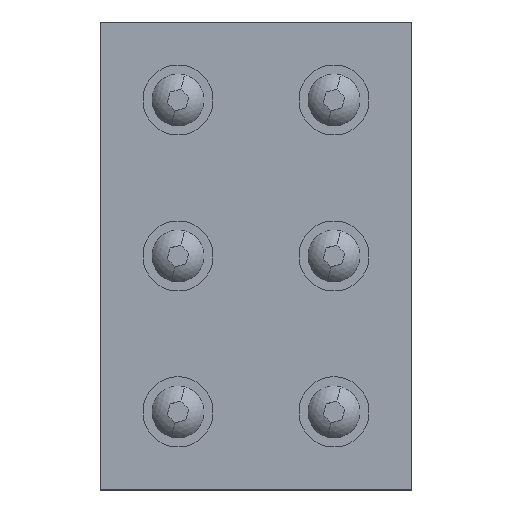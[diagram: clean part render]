
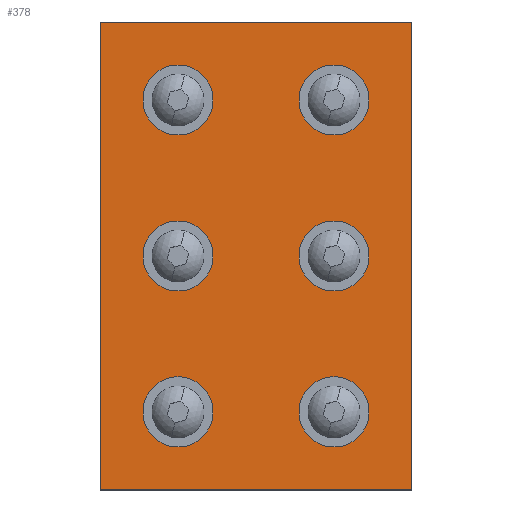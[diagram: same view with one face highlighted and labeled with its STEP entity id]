
A CAD part, top view. The second image highlights one B-rep face of the part: STEP entity #378.
In plain terms, the highlighted planar face has unit normal (0, 0, 1).
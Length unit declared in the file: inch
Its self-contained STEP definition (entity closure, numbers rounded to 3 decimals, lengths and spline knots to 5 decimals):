
#4 = ORIENTED_EDGE ( 'NONE', *, *, #331, .F. ) ;
#11 = EDGE_CURVE ( 'NONE', #377, #208, #489, .T. ) ;
#12 = ORIENTED_EDGE ( 'NONE', *, *, #340, .F. ) ;
#27 = EDGE_CURVE ( 'NONE', #309, #2252, #643, .T. ) ;
#53 = ORIENTED_EDGE ( 'NONE', *, *, #27, .F. ) ;
#87 = EDGE_LOOP ( 'NONE', ( #53, #12 ) ) ;
#93 = VERTEX_POINT ( 'NONE', #1200 ) ;
#100 = ORIENTED_EDGE ( 'NONE', *, *, #2004, .F. ) ;
#105 = EDGE_CURVE ( 'NONE', #171, #93, #1295, .T. ) ;
#137 = EDGE_CURVE ( 'NONE', #1796, #2278, #906, .T. ) ;
#154 = ORIENTED_EDGE ( 'NONE', *, *, #137, .F. ) ;
#171 = VERTEX_POINT ( 'NONE', #593 ) ;
#186 = EDGE_LOOP ( 'NONE', ( #154, #100 ) ) ;
#204 = VERTEX_POINT ( 'NONE', #824 ) ;
#206 = ORIENTED_EDGE ( 'NONE', *, *, #11, .T. ) ;
#208 = VERTEX_POINT ( 'NONE', #875 ) ;
#214 = EDGE_CURVE ( 'NONE', #319, #204, #1036, .T. ) ;
#219 = EDGE_CURVE ( 'NONE', #208, #330, #1066, .T. ) ;
#243 = ORIENTED_EDGE ( 'NONE', *, *, #2288, .F. ) ;
#246 = ORIENTED_EDGE ( 'NONE', *, *, #277, .T. ) ;
#277 = EDGE_CURVE ( 'NONE', #2281, #377, #1290, .T. ) ;
#279 = VERTEX_POINT ( 'NONE', #1294 ) ;
#297 = VERTEX_POINT ( 'NONE', #1352 ) ;
#309 = VERTEX_POINT ( 'NONE', #1365 ) ;
#313 = EDGE_CURVE ( 'NONE', #397, #279, #1378, .T. ) ;
#314 = ORIENTED_EDGE ( 'NONE', *, *, #2021, .T. ) ;
#319 = VERTEX_POINT ( 'NONE', #1401 ) ;
#330 = VERTEX_POINT ( 'NONE', #795 ) ;
#331 = EDGE_CURVE ( 'NONE', #2267, #297, #796, .T. ) ;
#340 = EDGE_CURVE ( 'NONE', #2252, #309, #862, .T. ) ;
#341 = EDGE_LOOP ( 'NONE', ( #243, #2257 ) ) ;
#369 = EDGE_LOOP ( 'NONE', ( #4, #995 ) ) ;
#373 = EDGE_CURVE ( 'NONE', #93, #171, #523, .T. ) ;
#377 = VERTEX_POINT ( 'NONE', #544 ) ;
#378 = ADVANCED_FACE ( 'NONE', ( #545, #546, #549, #550, #551, #552, #553 ), #554, .T. ) ;
#382 = ORIENTED_EDGE ( 'NONE', *, *, #373, .F. ) ;
#397 = VERTEX_POINT ( 'NONE', #741 ) ;
#452 = CIRCLE ( 'NONE', #453, 0.164 ) ;
#453 = AXIS2_PLACEMENT_3D ( 'NONE', #454, #455, #456 ) ;
#454 = CARTESIAN_POINT ( 'NONE',  ( 0.75, 3.75, 0.25 ) ) ;
#455 = DIRECTION ( 'NONE',  ( 0., 0., 1. ) ) ;
#456 = DIRECTION ( 'NONE',  ( 1., 0., 0. ) ) ;
#461 = LINE ( 'NONE', #462, #463 ) ;
#462 = CARTESIAN_POINT ( 'NONE',  ( 0., 0., 0.25 ) ) ;
#463 = VECTOR ( 'NONE', #464, 39.37008 ) ;
#464 = DIRECTION ( 'NONE',  ( 1., 0., 0. ) ) ;
#489 = LINE ( 'NONE', #490, #491 ) ;
#490 = CARTESIAN_POINT ( 'NONE',  ( 0., 4.5, 0.25 ) ) ;
#491 = VECTOR ( 'NONE', #492, 39.37008 ) ;
#492 = DIRECTION ( 'NONE',  ( -1., 0., 0. ) ) ;
#523 = CIRCLE ( 'NONE', #524, 0.164 ) ;
#524 = AXIS2_PLACEMENT_3D ( 'NONE', #525, #526, #527 ) ;
#525 = CARTESIAN_POINT ( 'NONE',  ( 0.75, 0.75, 0.25 ) ) ;
#526 = DIRECTION ( 'NONE',  ( 0., 0., 1. ) ) ;
#527 = DIRECTION ( 'NONE',  ( 1., 0., 0. ) ) ;
#544 = CARTESIAN_POINT ( 'NONE',  ( 3., 4.5, 0.25 ) ) ;
#545 = FACE_BOUND ( 'NONE', #369, .T. ) ;
#546 = FACE_BOUND ( 'NONE', #803, .T. ) ;
#549 = FACE_OUTER_BOUND ( 'NONE', #1760, .T. ) ;
#550 = FACE_BOUND ( 'NONE', #186, .T. ) ;
#551 = FACE_BOUND ( 'NONE', #87, .T. ) ;
#552 = FACE_BOUND ( 'NONE', #341, .T. ) ;
#553 = FACE_BOUND ( 'NONE', #2238, .T. ) ;
#554 = PLANE ( 'NONE',  #555 ) ;
#555 = AXIS2_PLACEMENT_3D ( 'NONE', #556, #557, #558 ) ;
#556 = CARTESIAN_POINT ( 'NONE',  ( 0., 0., 0.25 ) ) ;
#557 = DIRECTION ( 'NONE',  ( 0., 0., 1. ) ) ;
#558 = DIRECTION ( 'NONE',  ( 1., 0., 0. ) ) ;
#593 = CARTESIAN_POINT ( 'NONE',  ( 0.586, 0.75, 0.25 ) ) ;
#625 = CARTESIAN_POINT ( 'NONE',  ( 2.086, 0.75, 0.25 ) ) ;
#643 = CIRCLE ( 'NONE', #644, 0.164 ) ;
#644 = AXIS2_PLACEMENT_3D ( 'NONE', #645, #646, #647 ) ;
#645 = CARTESIAN_POINT ( 'NONE',  ( 2.25, 0.75, 0.25 ) ) ;
#646 = DIRECTION ( 'NONE',  ( 0., 0., 1. ) ) ;
#647 = DIRECTION ( 'NONE',  ( 1., 0., 0. ) ) ;
#741 = CARTESIAN_POINT ( 'NONE',  ( 2.086, 3.75, 0.25 ) ) ;
#754 = CARTESIAN_POINT ( 'NONE',  ( 0.914, 2.25, 0.25 ) ) ;
#795 = CARTESIAN_POINT ( 'NONE',  ( 0., 0., 0.25 ) ) ;
#796 = CIRCLE ( 'NONE', #797, 0.164 ) ;
#797 = AXIS2_PLACEMENT_3D ( 'NONE', #798, #799, #800 ) ;
#798 = CARTESIAN_POINT ( 'NONE',  ( 0.75, 2.25, 0.25 ) ) ;
#799 = DIRECTION ( 'NONE',  ( 0., 0., 1. ) ) ;
#800 = DIRECTION ( 'NONE',  ( 1., 0., 0. ) ) ;
#803 = EDGE_LOOP ( 'NONE', ( #382, #1986 ) ) ;
#824 = CARTESIAN_POINT ( 'NONE',  ( 2.414, 2.25, 0.25 ) ) ;
#862 = CIRCLE ( 'NONE', #863, 0.164 ) ;
#863 = AXIS2_PLACEMENT_3D ( 'NONE', #864, #865, #866 ) ;
#864 = CARTESIAN_POINT ( 'NONE',  ( 2.25, 0.75, 0.25 ) ) ;
#865 = DIRECTION ( 'NONE',  ( 0., 0., 1. ) ) ;
#866 = DIRECTION ( 'NONE',  ( 1., 0., 0. ) ) ;
#867 = CARTESIAN_POINT ( 'NONE',  ( 0.586, 3.75, 0.25 ) ) ;
#868 = CIRCLE ( 'NONE', #869, 0.164 ) ;
#869 = AXIS2_PLACEMENT_3D ( 'NONE', #870, #871, #872 ) ;
#870 = CARTESIAN_POINT ( 'NONE',  ( 0.75, 2.25, 0.25 ) ) ;
#871 = DIRECTION ( 'NONE',  ( 0., 0., 1. ) ) ;
#872 = DIRECTION ( 'NONE',  ( 1., 0., 0. ) ) ;
#875 = CARTESIAN_POINT ( 'NONE',  ( 0., 4.5, 0.25 ) ) ;
#876 = CARTESIAN_POINT ( 'NONE',  ( 3., 0., 0.25 ) ) ;
#906 = CIRCLE ( 'NONE', #907, 0.164 ) ;
#907 = AXIS2_PLACEMENT_3D ( 'NONE', #908, #909, #910 ) ;
#908 = CARTESIAN_POINT ( 'NONE',  ( 0.75, 3.75, 0.25 ) ) ;
#909 = DIRECTION ( 'NONE',  ( 0., 0., 1. ) ) ;
#910 = DIRECTION ( 'NONE',  ( 1., 0., 0. ) ) ;
#941 = ORIENTED_EDGE ( 'NONE', *, *, #313, .F. ) ;
#943 = CARTESIAN_POINT ( 'NONE',  ( 0.914, 3.75, 0.25 ) ) ;
#995 = ORIENTED_EDGE ( 'NONE', *, *, #2280, .F. ) ;
#998 = CIRCLE ( 'NONE', #999, 0.164 ) ;
#999 = AXIS2_PLACEMENT_3D ( 'NONE', #1000, #1001, #1002 ) ;
#1000 = CARTESIAN_POINT ( 'NONE',  ( 2.25, 2.25, 0.25 ) ) ;
#1001 = DIRECTION ( 'NONE',  ( 0., 0., 1. ) ) ;
#1002 = DIRECTION ( 'NONE',  ( 1., 0., 0. ) ) ;
#1036 = CIRCLE ( 'NONE', #1037, 0.164 ) ;
#1037 = AXIS2_PLACEMENT_3D ( 'NONE', #1038, #1039, #1040 ) ;
#1038 = CARTESIAN_POINT ( 'NONE',  ( 2.25, 2.25, 0.25 ) ) ;
#1039 = DIRECTION ( 'NONE',  ( 0., 0., 1. ) ) ;
#1040 = DIRECTION ( 'NONE',  ( 1., 0., 0. ) ) ;
#1066 = LINE ( 'NONE', #1067, #1068 ) ;
#1067 = CARTESIAN_POINT ( 'NONE',  ( 0., 4.5, 0.25 ) ) ;
#1068 = VECTOR ( 'NONE', #1069, 39.37008 ) ;
#1069 = DIRECTION ( 'NONE',  ( 0., -1., 0. ) ) ;
#1200 = CARTESIAN_POINT ( 'NONE',  ( 0.914, 0.75, 0.25 ) ) ;
#1285 = ORIENTED_EDGE ( 'NONE', *, *, #219, .T. ) ;
#1290 = LINE ( 'NONE', #1291, #1292 ) ;
#1291 = CARTESIAN_POINT ( 'NONE',  ( 3., 4.5, 0.25 ) ) ;
#1292 = VECTOR ( 'NONE', #1293, 39.37008 ) ;
#1293 = DIRECTION ( 'NONE',  ( 0., 1., 0. ) ) ;
#1294 = CARTESIAN_POINT ( 'NONE',  ( 2.414, 3.75, 0.25 ) ) ;
#1295 = CIRCLE ( 'NONE', #1296, 0.164 ) ;
#1296 = AXIS2_PLACEMENT_3D ( 'NONE', #1297, #1298, #1299 ) ;
#1297 = CARTESIAN_POINT ( 'NONE',  ( 0.75, 0.75, 0.25 ) ) ;
#1298 = DIRECTION ( 'NONE',  ( 0., 0., 1. ) ) ;
#1299 = DIRECTION ( 'NONE',  ( 1., 0., 0. ) ) ;
#1318 = CIRCLE ( 'NONE', #1319, 0.164 ) ;
#1319 = AXIS2_PLACEMENT_3D ( 'NONE', #1320, #1321, #1322 ) ;
#1320 = CARTESIAN_POINT ( 'NONE',  ( 2.25, 3.75, 0.25 ) ) ;
#1321 = DIRECTION ( 'NONE',  ( 0., 0., 1. ) ) ;
#1322 = DIRECTION ( 'NONE',  ( 1., 0., 0. ) ) ;
#1352 = CARTESIAN_POINT ( 'NONE',  ( 0.586, 2.25, 0.25 ) ) ;
#1365 = CARTESIAN_POINT ( 'NONE',  ( 2.414, 0.75, 0.25 ) ) ;
#1378 = CIRCLE ( 'NONE', #1379, 0.164 ) ;
#1379 = AXIS2_PLACEMENT_3D ( 'NONE', #1380, #1381, #1382 ) ;
#1380 = CARTESIAN_POINT ( 'NONE',  ( 2.25, 3.75, 0.25 ) ) ;
#1381 = DIRECTION ( 'NONE',  ( 0., 0., 1. ) ) ;
#1382 = DIRECTION ( 'NONE',  ( 1., 0., 0. ) ) ;
#1401 = CARTESIAN_POINT ( 'NONE',  ( 2.086, 2.25, 0.25 ) ) ;
#1421 = EDGE_CURVE ( 'NONE', #279, #397, #1318, .T. ) ;
#1760 = EDGE_LOOP ( 'NONE', ( #1285, #314, #246, #206 ) ) ;
#1761 = ORIENTED_EDGE ( 'NONE', *, *, #1421, .F. ) ;
#1796 = VERTEX_POINT ( 'NONE', #943 ) ;
#1986 = ORIENTED_EDGE ( 'NONE', *, *, #105, .F. ) ;
#2004 = EDGE_CURVE ( 'NONE', #2278, #1796, #452, .T. ) ;
#2021 = EDGE_CURVE ( 'NONE', #330, #2281, #461, .T. ) ;
#2238 = EDGE_LOOP ( 'NONE', ( #1761, #941 ) ) ;
#2252 = VERTEX_POINT ( 'NONE', #625 ) ;
#2257 = ORIENTED_EDGE ( 'NONE', *, *, #214, .F. ) ;
#2267 = VERTEX_POINT ( 'NONE', #754 ) ;
#2278 = VERTEX_POINT ( 'NONE', #867 ) ;
#2280 = EDGE_CURVE ( 'NONE', #297, #2267, #868, .T. ) ;
#2281 = VERTEX_POINT ( 'NONE', #876 ) ;
#2288 = EDGE_CURVE ( 'NONE', #204, #319, #998, .T. ) ;
